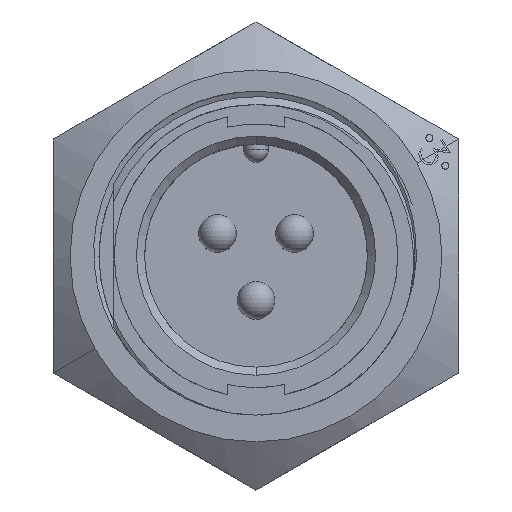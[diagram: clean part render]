
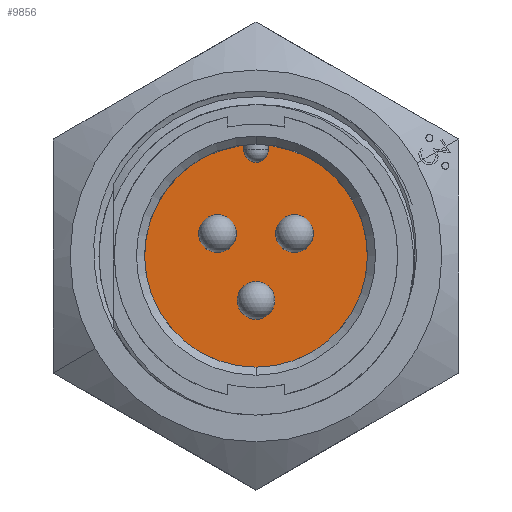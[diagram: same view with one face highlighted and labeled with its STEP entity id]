
A CAD part, top view. The second image highlights one B-rep face of the part: STEP entity #9856.
In plain terms, the highlighted planar face has unit normal (0, 0, 1).
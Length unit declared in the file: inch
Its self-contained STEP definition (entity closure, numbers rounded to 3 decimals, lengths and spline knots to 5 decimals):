
#82 = CIRCLE ( 'NONE', #14653, 0.0465 ) ;
#85 = VERTEX_POINT ( 'NONE', #13345 ) ;
#274 = VERTEX_POINT ( 'NONE', #15956 ) ;
#337 = ORIENTED_EDGE ( 'NONE', *, *, #6523, .T. ) ;
#339 = DIRECTION ( 'NONE',  ( 1., 0., 0. ) ) ;
#372 = DIRECTION ( 'NONE',  ( 0., 0., 1. ) ) ;
#1386 = AXIS2_PLACEMENT_3D ( 'NONE', #6289, #16609, #7784 ) ;
#1388 = CIRCLE ( 'NONE', #5936, 0.0465 ) ;
#1491 = EDGE_CURVE ( 'NONE', #274, #12148, #5203, .T. ) ;
#1502 = DIRECTION ( 'NONE',  ( 0., 0., 1. ) ) ;
#1554 = CARTESIAN_POINT ( 'NONE',  ( -0.1415, 0.055, -0.3 ) ) ;
#1665 = CARTESIAN_POINT ( 'NONE',  ( 0.095, 0.055, -0.3 ) ) ;
#1837 = FACE_BOUND ( 'NONE', #10370, .T. ) ;
#1967 = VERTEX_POINT ( 'NONE', #14807 ) ;
#2127 = DIRECTION ( 'NONE',  ( 0., 0., 1. ) ) ;
#2269 = CIRCLE ( 'NONE', #15912, 0.03 ) ;
#2697 = VERTEX_POINT ( 'NONE', #1554 ) ;
#2709 = VERTEX_POINT ( 'NONE', #16294 ) ;
#2763 = CARTESIAN_POINT ( 'NONE',  ( 0., -0.11, -0.3 ) ) ;
#2848 = VECTOR ( 'NONE', #9458, 39.37008 ) ;
#3153 = DIRECTION ( 'NONE',  ( 1., 0., 0. ) ) ;
#3567 = ORIENTED_EDGE ( 'NONE', *, *, #4331, .T. ) ;
#3617 = ORIENTED_EDGE ( 'NONE', *, *, #4507, .F. ) ;
#3944 = DIRECTION ( 'NONE',  ( 0., -1., 0. ) ) ;
#4227 = DIRECTION ( 'NONE',  ( 1., 0., 0. ) ) ;
#4271 = DIRECTION ( 'NONE',  ( 0., 0., -1. ) ) ;
#4331 = EDGE_CURVE ( 'NONE', #2709, #16325, #16721, .T. ) ;
#4424 = CIRCLE ( 'NONE', #18094, 0.275 ) ;
#4507 = EDGE_CURVE ( 'NONE', #12448, #2697, #82, .T. ) ;
#4708 = EDGE_CURVE ( 'NONE', #5679, #1967, #7030, .T. ) ;
#4907 = CARTESIAN_POINT ( 'NONE',  ( -0.095, 0.055, -0.3 ) ) ;
#4925 = VECTOR ( 'NONE', #3944, 39.37008 ) ;
#5203 = CIRCLE ( 'NONE', #18502, 0.0465 ) ;
#5252 = EDGE_CURVE ( 'NONE', #5498, #85, #12144, .T. ) ;
#5498 = VERTEX_POINT ( 'NONE', #9841 ) ;
#5545 = ORIENTED_EDGE ( 'NONE', *, *, #8848, .F. ) ;
#5679 = VERTEX_POINT ( 'NONE', #7188 ) ;
#5845 = DIRECTION ( 'NONE',  ( 0., 0., 1. ) ) ;
#5936 = AXIS2_PLACEMENT_3D ( 'NONE', #1665, #12051, #3153 ) ;
#6289 = CARTESIAN_POINT ( 'NONE',  ( 0., -0.11, -0.3 ) ) ;
#6421 = DIRECTION ( 'NONE',  ( 1., 0., 0. ) ) ;
#6523 = EDGE_CURVE ( 'NONE', #17348, #2709, #17140, .T. ) ;
#6685 = EDGE_CURVE ( 'NONE', #85, #17348, #4424, .T. ) ;
#6836 = CARTESIAN_POINT ( 'NONE',  ( -0.0485, 0.055, -0.3 ) ) ;
#7030 = CIRCLE ( 'NONE', #1386, 0.0465 ) ;
#7188 = CARTESIAN_POINT ( 'NONE',  ( -0.0465, -0.11, -0.3 ) ) ;
#7635 = CARTESIAN_POINT ( 'NONE',  ( 0.1415, 0.055, -0.3 ) ) ;
#7784 = DIRECTION ( 'NONE',  ( 1., 0., 0. ) ) ;
#7856 = CIRCLE ( 'NONE', #9612, 0.0465 ) ;
#8642 = EDGE_LOOP ( 'NONE', ( #17258, #5545 ) ) ;
#8848 = EDGE_CURVE ( 'NONE', #1967, #5679, #12300, .T. ) ;
#9211 = DIRECTION ( 'NONE',  ( 0., 0., 1. ) ) ;
#9229 = AXIS2_PLACEMENT_3D ( 'NONE', #10386, #1502, #11895 ) ;
#9458 = DIRECTION ( 'NONE',  ( 0., 1., 0. ) ) ;
#9584 = ORIENTED_EDGE ( 'NONE', *, *, #5252, .T. ) ;
#9612 = AXIS2_PLACEMENT_3D ( 'NONE', #4907, #15266, #6421 ) ;
#9666 = EDGE_LOOP ( 'NONE', ( #11383, #9584, #13423, #337, #3567 ) ) ;
#9733 = FACE_BOUND ( 'NONE', #16501, .T. ) ;
#9841 = CARTESIAN_POINT ( 'NONE',  ( -0.03, 0.261, -0.3 ) ) ;
#9856 = ADVANCED_FACE ( 'NONE', ( #1837, #10196, #9733, #17084 ), #16589, .T. ) ;
#10196 = FACE_OUTER_BOUND ( 'NONE', #9666, .T. ) ;
#10242 = ORIENTED_EDGE ( 'NONE', *, *, #17181, .F. ) ;
#10370 = EDGE_LOOP ( 'NONE', ( #10242, #3617 ) ) ;
#10386 = CARTESIAN_POINT ( 'NONE',  ( 0., 0., -0.3 ) ) ;
#10613 = ORIENTED_EDGE ( 'NONE', *, *, #14866, .F. ) ;
#10614 = ORIENTED_EDGE ( 'NONE', *, *, #1491, .F. ) ;
#10740 = DIRECTION ( 'NONE',  ( 1., 0., 0. ) ) ;
#11018 = CARTESIAN_POINT ( 'NONE',  ( 0.095, 0.055, -0.3 ) ) ;
#11351 = CARTESIAN_POINT ( 'NONE',  ( 0.03, 0.27336, -0.3 ) ) ;
#11383 = ORIENTED_EDGE ( 'NONE', *, *, #16822, .T. ) ;
#11895 = DIRECTION ( 'NONE',  ( 1., 0., 0. ) ) ;
#12051 = DIRECTION ( 'NONE',  ( 0., 0., 1. ) ) ;
#12144 = LINE ( 'NONE', #18262, #2848 ) ;
#12148 = VERTEX_POINT ( 'NONE', #7635 ) ;
#12175 = CARTESIAN_POINT ( 'NONE',  ( 0., 0.261, -0.3 ) ) ;
#12300 = CIRCLE ( 'NONE', #15667, 0.0465 ) ;
#12448 = VERTEX_POINT ( 'NONE', #6836 ) ;
#12511 = DIRECTION ( 'NONE',  ( 1., 0., 0. ) ) ;
#13117 = DIRECTION ( 'NONE',  ( 0., 0., 1. ) ) ;
#13164 = CARTESIAN_POINT ( 'NONE',  ( 0., 0.261, -0.3 ) ) ;
#13345 = CARTESIAN_POINT ( 'NONE',  ( -0.03, 0.27336, -0.3 ) ) ;
#13423 = ORIENTED_EDGE ( 'NONE', *, *, #6685, .T. ) ;
#14122 = CARTESIAN_POINT ( 'NONE',  ( 0.03, 0.261, -0.3 ) ) ;
#14646 = DIRECTION ( 'NONE',  ( 1., 0., 0. ) ) ;
#14653 = AXIS2_PLACEMENT_3D ( 'NONE', #14692, #5845, #16161 ) ;
#14692 = CARTESIAN_POINT ( 'NONE',  ( -0.095, 0.055, -0.3 ) ) ;
#14807 = CARTESIAN_POINT ( 'NONE',  ( 0.0465, -0.11, -0.3 ) ) ;
#14866 = EDGE_CURVE ( 'NONE', #12148, #274, #1388, .T. ) ;
#15266 = DIRECTION ( 'NONE',  ( 0., 0., 1. ) ) ;
#15517 = CARTESIAN_POINT ( 'NONE',  ( 0., -0.275, -0.3 ) ) ;
#15667 = AXIS2_PLACEMENT_3D ( 'NONE', #2763, #13117, #4227 ) ;
#15912 = AXIS2_PLACEMENT_3D ( 'NONE', #13164, #4271, #14646 ) ;
#15956 = CARTESIAN_POINT ( 'NONE',  ( 0.0485, 0.055, -0.3 ) ) ;
#16161 = DIRECTION ( 'NONE',  ( 1., 0., 0. ) ) ;
#16294 = CARTESIAN_POINT ( 'NONE',  ( 0.03, 0.27336, -0.3 ) ) ;
#16325 = VERTEX_POINT ( 'NONE', #14122 ) ;
#16501 = EDGE_LOOP ( 'NONE', ( #10614, #10613 ) ) ;
#16589 = PLANE ( 'NONE',  #18840 ) ;
#16609 = DIRECTION ( 'NONE',  ( 0., 0., 1. ) ) ;
#16721 = LINE ( 'NONE', #11351, #4925 ) ;
#16822 = EDGE_CURVE ( 'NONE', #16325, #5498, #2269, .T. ) ;
#17084 = FACE_BOUND ( 'NONE', #8642, .T. ) ;
#17140 = CIRCLE ( 'NONE', #9229, 0.275 ) ;
#17181 = EDGE_CURVE ( 'NONE', #2697, #12448, #7856, .T. ) ;
#17258 = ORIENTED_EDGE ( 'NONE', *, *, #4708, .F. ) ;
#17348 = VERTEX_POINT ( 'NONE', #15517 ) ;
#18015 = CARTESIAN_POINT ( 'NONE',  ( 0., 0., -0.3 ) ) ;
#18094 = AXIS2_PLACEMENT_3D ( 'NONE', #18015, #9211, #339 ) ;
#18262 = CARTESIAN_POINT ( 'NONE',  ( -0.03, 0.261, -0.3 ) ) ;
#18502 = AXIS2_PLACEMENT_3D ( 'NONE', #11018, #2127, #12511 ) ;
#18840 = AXIS2_PLACEMENT_3D ( 'NONE', #12175, #372, #10740 ) ;
